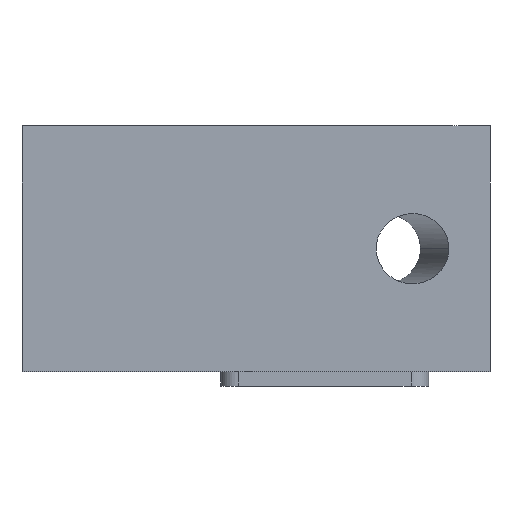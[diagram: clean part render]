
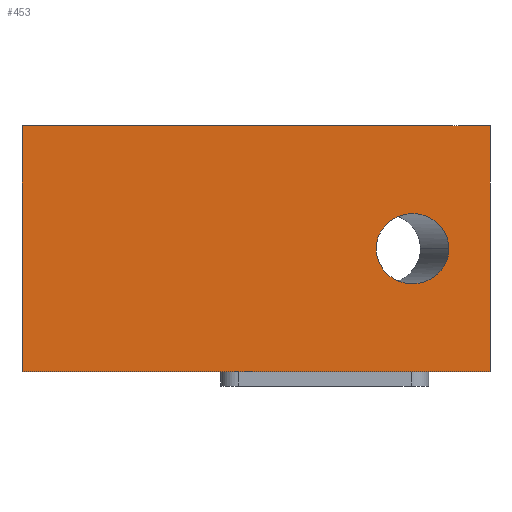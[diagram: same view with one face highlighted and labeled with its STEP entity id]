
A CAD part, front view. The second image highlights one B-rep face of the part: STEP entity #453.
In plain terms, the highlighted planar face has unit normal (0, -1, 0).
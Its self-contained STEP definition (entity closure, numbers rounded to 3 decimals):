
#28 = CARTESIAN_POINT ( 'NONE',  ( 20.547, 0., 12. ) ) ;
#33 = CARTESIAN_POINT ( 'NONE',  ( -40., 0., -21. ) ) ;
#37 = CARTESIAN_POINT ( 'NONE',  ( 20.547, 0., 0. ) ) ;
#40 = CARTESIAN_POINT ( 'NONE',  ( 20.547, 0., -12. ) ) ;
#46 = VECTOR ( 'NONE', #189, 1000. ) ;
#99 = ORIENTED_EDGE ( 'NONE', *, *, #281, .T. ) ;
#107 = EDGE_CURVE ( 'NONE', #589, #828, #548, .T. ) ;
#136 = CARTESIAN_POINT ( 'NONE',  ( -40., 0., 21. ) ) ;
#137 = EDGE_LOOP ( 'NONE', ( #99, #310, #914, #700 ) ) ;
#156 = AXIS2_PLACEMENT_3D ( 'NONE', #793, #220, #354 ) ;
#177 = CARTESIAN_POINT ( 'NONE',  ( 40., 0., 21. ) ) ;
#184 = FACE_OUTER_BOUND ( 'NONE', #137, .T. ) ;
#189 = DIRECTION ( 'NONE',  ( 0., 0., 1. ) ) ;
#193 = LINE ( 'NONE', #565, #742 ) ;
#200 = EDGE_LOOP ( 'NONE', ( #421, #470 ) ) ;
#220 = DIRECTION ( 'NONE',  ( 0., -1., 0. ) ) ;
#234 = EDGE_CURVE ( 'NONE', #937, #391, #580, .T. ) ;
#280 = DIRECTION ( 'NONE',  ( 1., 0., 0. ) ) ;
#281 = EDGE_CURVE ( 'NONE', #399, #925, #903, .T. ) ;
#285 =( BOUNDED_CURVE ( )  B_SPLINE_CURVE ( 3, ( #37, #40, #550, #694 ),
 .UNSPECIFIED., .F., .T. ) 
 B_SPLINE_CURVE_WITH_KNOTS ( ( 4, 4 ),
 ( 0., 3.142 ),
 .UNSPECIFIED. ) 
 CURVE ( )  GEOMETRIC_REPRESENTATION_ITEM ( )  RATIONAL_B_SPLINE_CURVE ( ( 1., 0.333, 0.333, 1. ) ) 
 REPRESENTATION_ITEM ( '' )  );
#293 = VECTOR ( 'NONE', #475, 1000. ) ;
#310 = ORIENTED_EDGE ( 'NONE', *, *, #562, .F. ) ;
#354 = DIRECTION ( 'NONE',  ( 1., 0., 0. ) ) ;
#359 = PLANE ( 'NONE',  #156 ) ;
#391 = VERTEX_POINT ( 'NONE', #136 ) ;
#399 = VERTEX_POINT ( 'NONE', #619 ) ;
#421 = ORIENTED_EDGE ( 'NONE', *, *, #930, .F. ) ;
#425 = DIRECTION ( 'NONE',  ( 1., 0., 0. ) ) ;
#453 = ADVANCED_FACE ( 'NONE', ( #894, #184 ), #359, .T. ) ;
#470 = ORIENTED_EDGE ( 'NONE', *, *, #107, .F. ) ;
#475 = DIRECTION ( 'NONE',  ( 0., 0., 1. ) ) ;
#527 = VECTOR ( 'NONE', #425, 1000. ) ;
#528 = CARTESIAN_POINT ( 'NONE',  ( 20.547, 0., 0. ) ) ;
#531 = CARTESIAN_POINT ( 'NONE',  ( 32.971, 0., 0. ) ) ;
#532 = EDGE_CURVE ( 'NONE', #937, #399, #193, .T. ) ;
#548 =( BOUNDED_CURVE ( )  B_SPLINE_CURVE ( 3, ( #531, #663, #28, #661 ),
 .UNSPECIFIED., .F., .F. ) 
 B_SPLINE_CURVE_WITH_KNOTS ( ( 4, 4 ),
 ( 3.142, 6.283 ),
 .UNSPECIFIED. ) 
 CURVE ( )  GEOMETRIC_REPRESENTATION_ITEM ( )  RATIONAL_B_SPLINE_CURVE ( ( 1., 0.333, 0.333, 1. ) ) 
 REPRESENTATION_ITEM ( '' )  );
#550 = CARTESIAN_POINT ( 'NONE',  ( 32.971, 0., -12. ) ) ;
#562 = EDGE_CURVE ( 'NONE', #391, #925, #891, .T. ) ;
#565 = CARTESIAN_POINT ( 'NONE',  ( 40., 0., -21. ) ) ;
#580 = LINE ( 'NONE', #927, #46 ) ;
#589 = VERTEX_POINT ( 'NONE', #637 ) ;
#616 = CARTESIAN_POINT ( 'NONE',  ( 40., 0., -21. ) ) ;
#619 = CARTESIAN_POINT ( 'NONE',  ( 40., 0., -21. ) ) ;
#637 = CARTESIAN_POINT ( 'NONE',  ( 32.971, 0., 0. ) ) ;
#661 = CARTESIAN_POINT ( 'NONE',  ( 20.547, 0., 0. ) ) ;
#663 = CARTESIAN_POINT ( 'NONE',  ( 32.971, 0., 12. ) ) ;
#694 = CARTESIAN_POINT ( 'NONE',  ( 32.971, 0., 0. ) ) ;
#700 = ORIENTED_EDGE ( 'NONE', *, *, #532, .T. ) ;
#742 = VECTOR ( 'NONE', #280, 1000. ) ;
#787 = CARTESIAN_POINT ( 'NONE',  ( 40., 0., 21. ) ) ;
#793 = CARTESIAN_POINT ( 'NONE',  ( 40., 0., -21. ) ) ;
#828 = VERTEX_POINT ( 'NONE', #528 ) ;
#891 = LINE ( 'NONE', #787, #527 ) ;
#894 = FACE_BOUND ( 'NONE', #200, .T. ) ;
#903 = LINE ( 'NONE', #616, #293 ) ;
#914 = ORIENTED_EDGE ( 'NONE', *, *, #234, .F. ) ;
#925 = VERTEX_POINT ( 'NONE', #177 ) ;
#927 = CARTESIAN_POINT ( 'NONE',  ( -40., 0., -21. ) ) ;
#930 = EDGE_CURVE ( 'NONE', #828, #589, #285, .T. ) ;
#937 = VERTEX_POINT ( 'NONE', #33 ) ;
